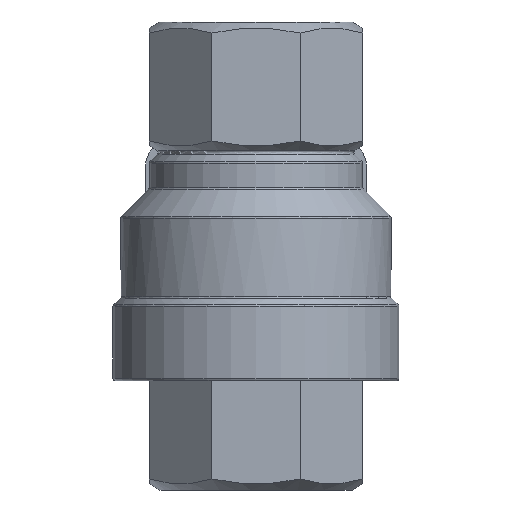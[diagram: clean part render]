
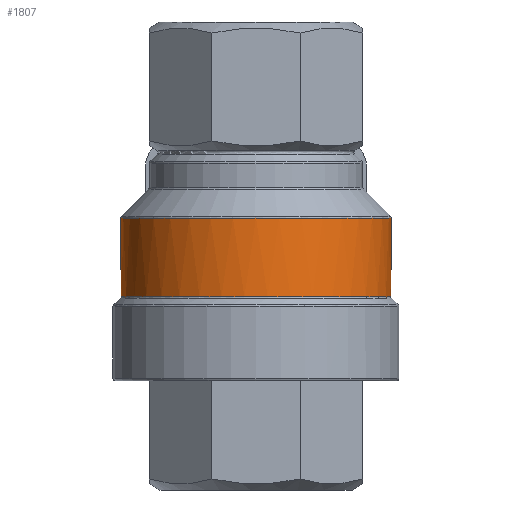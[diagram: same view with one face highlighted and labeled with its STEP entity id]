
A CAD part, front view. The second image highlights one B-rep face of the part: STEP entity #1807.
In plain terms, the highlighted cylindrical face has radius 26 mm (diameter 52 mm), a partial arc.
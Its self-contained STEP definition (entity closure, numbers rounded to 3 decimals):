
#356=B_SPLINE_CURVE_WITH_KNOTS('',3,(#2967,#2968,#2969,#2970,#2971,#2972,
#2973),.UNSPECIFIED.,.F.,.F.,(4,1,1,1,4),(0.008,0.013,
0.017,0.021,0.025),.UNSPECIFIED.);
#357=B_SPLINE_CURVE_WITH_KNOTS('',3,(#2977,#2978,#2979,#2980,#2981,#2982,
#2983),.UNSPECIFIED.,.F.,.F.,(4,1,1,1,4),(0.049,0.053,
0.058,0.062,0.066),.UNSPECIFIED.);
#609=ORIENTED_EDGE('',*,*,#1071,.F.);
#610=ORIENTED_EDGE('',*,*,#1072,.F.);
#611=ORIENTED_EDGE('',*,*,#1073,.F.);
#612=ORIENTED_EDGE('',*,*,#1069,.T.);
#1069=EDGE_CURVE('',#1292,#1291,#1400,.T.);
#1071=EDGE_CURVE('',#1293,#1291,#356,.T.);
#1072=EDGE_CURVE('',#1294,#1293,#1401,.T.);
#1073=EDGE_CURVE('',#1292,#1294,#357,.T.);
#1291=VERTEX_POINT('',#2959);
#1292=VERTEX_POINT('',#2961);
#1293=VERTEX_POINT('',#2974);
#1294=VERTEX_POINT('',#2976);
#1400=CIRCLE('',#1967,26.);
#1401=CIRCLE('',#1969,26.);
#1487=EDGE_LOOP('',(#609,#610,#611,#612));
#1639=FACE_BOUND('',#1487,.T.);
#1751=CYLINDRICAL_SURFACE('',#1968,26.);
#1807=ADVANCED_FACE('',(#1639),#1751,.T.);
#1967=AXIS2_PLACEMENT_3D('',#2960,#2308,#2309);
#1968=AXIS2_PLACEMENT_3D('',#2966,#2310,#2311);
#1969=AXIS2_PLACEMENT_3D('',#2975,#2312,#2313);
#2308=DIRECTION('',(0.,0.,-1.));
#2309=DIRECTION('',(-1.,0.,0.));
#2310=DIRECTION('',(0.,0.,-1.));
#2311=DIRECTION('',(-1.,0.,0.));
#2312=DIRECTION('',(0.,0.,-1.));
#2313=DIRECTION('',(-1.,0.,0.));
#2959=CARTESIAN_POINT('',(-9.923,24.032,6.293));
#2960=CARTESIAN_POINT('',(0.,0.,6.293));
#2961=CARTESIAN_POINT('',(9.923,24.032,6.293));
#2966=CARTESIAN_POINT('',(0.,0.,-46.));
#2967=CARTESIAN_POINT('',(-7.7,24.834,-8.876));
#2968=CARTESIAN_POINT('',(-8.737,24.512,-7.976));
#2969=CARTESIAN_POINT('',(-10.49,23.824,-5.817));
#2970=CARTESIAN_POINT('',(-11.87,23.133,-1.801));
#2971=CARTESIAN_POINT('',(-11.741,23.203,2.512));
#2972=CARTESIAN_POINT('',(-10.66,23.728,5.131));
#2973=CARTESIAN_POINT('',(-9.923,24.032,6.293));
#2974=CARTESIAN_POINT('',(-7.7,24.834,-8.876));
#2975=CARTESIAN_POINT('',(0.,0.,-8.876));
#2976=CARTESIAN_POINT('',(7.7,24.834,-8.876));
#2977=CARTESIAN_POINT('',(9.923,24.032,6.293));
#2978=CARTESIAN_POINT('',(10.66,23.728,5.131));
#2979=CARTESIAN_POINT('',(11.734,23.206,2.531));
#2980=CARTESIAN_POINT('',(11.875,23.13,-1.782));
#2981=CARTESIAN_POINT('',(10.491,23.823,-5.818));
#2982=CARTESIAN_POINT('',(8.737,24.512,-7.976));
#2983=CARTESIAN_POINT('',(7.7,24.834,-8.876));
